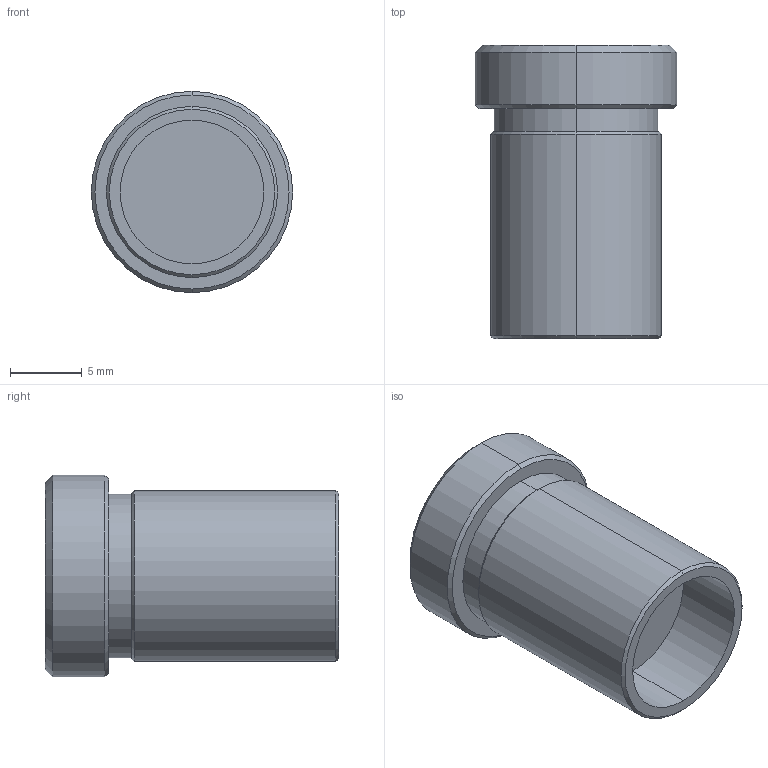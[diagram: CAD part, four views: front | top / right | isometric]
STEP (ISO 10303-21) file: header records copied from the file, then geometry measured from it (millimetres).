
FILE_DESCRIPTION (( 'STEP AP214' ), '1' );
FILE_NAME ('L045-25-M12.STEP', '', ( '' ), ( '' ), '', '', '' );
FILE_SCHEMA (( 'AUTOMOTIVE_DESIGN' ));
Length unit declared in the file: millimetre
Products named in the file (1): L045-25-M12
Bounding box: 14 x 20.4 x 14 mm (x, y, z)
Volume: 1960.2 mm3; surface area: 1287.4 mm2
Topology: 1 solids, 1 shells, 26 faces, 53 edges, 32 vertices
Faces by surface type: cone 10, cylinder 10, plane 5, sphere 1
Entity records: 720 total; most frequent: DIRECTION 134, CARTESIAN_POINT 107, ORIENTED_EDGE 100, AXIS2_PLACEMENT_3D 57, EDGE_CURVE 50, EDGE_LOOP 30, CIRCLE 30, VERTEX_POINT 30
